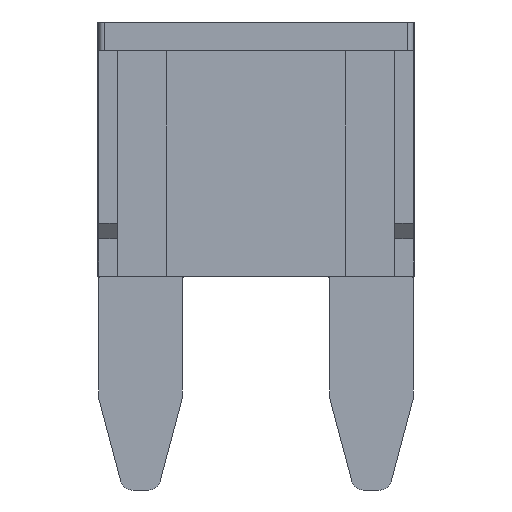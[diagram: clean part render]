
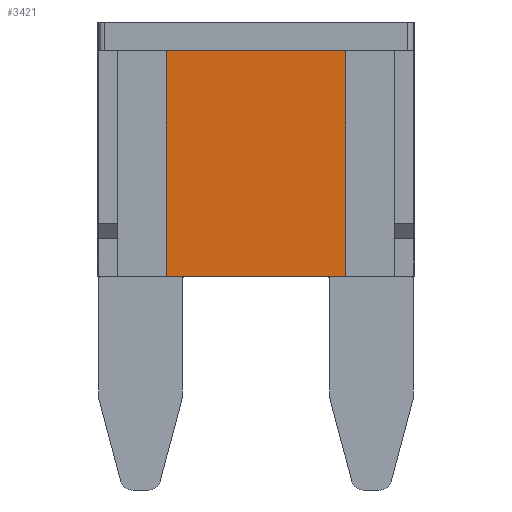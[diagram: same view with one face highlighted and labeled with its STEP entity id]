
A CAD part, front view. The second image highlights one B-rep face of the part: STEP entity #3421.
In plain terms, the highlighted planar face has unit normal (0, -1, 0).
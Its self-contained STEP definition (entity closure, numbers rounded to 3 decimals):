
#322=FACE_OUTER_BOUND('',#507,.T.);
#507=EDGE_LOOP('',(#2773,#2774,#2775,#2776));
#698=LINE('',#5400,#1077);
#741=LINE('',#5484,#1120);
#804=LINE('',#5621,#1183);
#806=LINE('',#5624,#1185);
#1077=VECTOR('',#3940,10.);
#1120=VECTOR('',#4013,10.);
#1183=VECTOR('',#4136,10.);
#1185=VECTOR('',#4140,10.);
#1465=VERTEX_POINT('',#5396);
#1467=VERTEX_POINT('',#5399);
#1493=VERTEX_POINT('',#5483);
#1537=VERTEX_POINT('',#5619);
#1858=EDGE_CURVE('',#1465,#1467,#698,.T.);
#1901=EDGE_CURVE('',#1493,#1467,#741,.T.);
#1970=EDGE_CURVE('',#1537,#1465,#804,.T.);
#1972=EDGE_CURVE('',#1537,#1493,#806,.T.);
#2773=ORIENTED_EDGE('',*,*,#1972,.T.);
#2774=ORIENTED_EDGE('',*,*,#1901,.T.);
#2775=ORIENTED_EDGE('',*,*,#1858,.F.);
#2776=ORIENTED_EDGE('',*,*,#1970,.F.);
#3273=PLANE('',#3603);
#3421=ADVANCED_FACE('',(#322),#3273,.T.);
#3603=AXIS2_PLACEMENT_3D('',#5633,#4153,#4154);
#3940=DIRECTION('',(0.,0.,-1.));
#4013=DIRECTION('',(1.,0.,0.));
#4136=DIRECTION('',(1.,0.,0.));
#4140=DIRECTION('',(0.,0.,-1.));
#4153=DIRECTION('center_axis',(0.,-1.,0.));
#4154=DIRECTION('ref_axis',(-1.,0.,0.));
#5396=CARTESIAN_POINT('',(3.1,-1.7,-1.));
#5399=CARTESIAN_POINT('',(3.1,-1.7,-8.8));
#5400=CARTESIAN_POINT('',(3.1,-1.7,-4.9));
#5483=CARTESIAN_POINT('',(-3.1,-1.7,-8.8));
#5484=CARTESIAN_POINT('',(5.5,-1.7,-8.8));
#5619=CARTESIAN_POINT('',(-3.1,-1.7,-1.));
#5621=CARTESIAN_POINT('',(2.75,-1.7,-1.));
#5624=CARTESIAN_POINT('',(-3.1,-1.7,-4.9));
#5633=CARTESIAN_POINT('Origin',(5.5,-1.7,-1.));
